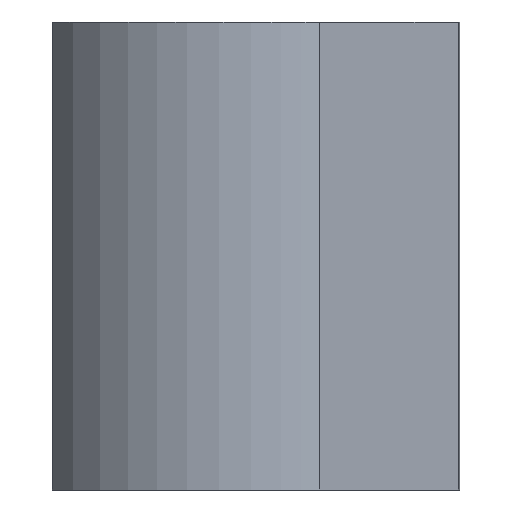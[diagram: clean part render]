
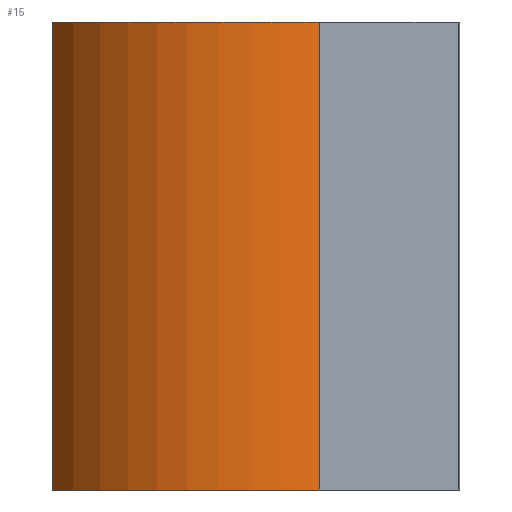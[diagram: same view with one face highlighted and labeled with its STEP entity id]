
A CAD part, front view. The second image highlights one B-rep face of the part: STEP entity #15.
In plain terms, the highlighted free-form (B-spline) face has degree [2, 1] with [5, 2] control points.
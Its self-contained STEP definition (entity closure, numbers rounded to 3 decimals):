
#15=ADVANCED_FACE('',(#23),#125,.T.);
#23=FACE_OUTER_BOUND('',#31,.T.);
#31=EDGE_LOOP('',(#39,#40,#41,#42));
#39=ORIENTED_EDGE('',*,*,#75,.T.);
#40=ORIENTED_EDGE('',*,*,#76,.T.);
#41=ORIENTED_EDGE('',*,*,#77,.F.);
#42=ORIENTED_EDGE('',*,*,#78,.F.);
#75=EDGE_CURVE('',#111,#112,#93,.T.);
#76=EDGE_CURVE('',#112,#113,#94,.T.);
#77=EDGE_CURVE('',#114,#113,#95,.T.);
#78=EDGE_CURVE('',#111,#114,#96,.T.);
#93=(
BOUNDED_CURVE()
B_SPLINE_CURVE(2,(#235,#236,#237,#238,#239),.UNSPECIFIED.,.F.,.F.)
B_SPLINE_CURVE_WITH_KNOTS((3,2,3),(126.768,127.025,135.249),
 .UNSPECIFIED.)
CURVE()
GEOMETRIC_REPRESENTATION_ITEM()
RATIONAL_B_SPLINE_CURVE((1.,1.,1.,0.774,1.))
REPRESENTATION_ITEM('')
);
#94=(
BOUNDED_CURVE()
B_SPLINE_CURVE(1,(#240,#241),.UNSPECIFIED.,.F.,.F.)
B_SPLINE_CURVE_WITH_KNOTS((2,2),(0.,15.),.UNSPECIFIED.)
CURVE()
GEOMETRIC_REPRESENTATION_ITEM()
RATIONAL_B_SPLINE_CURVE((1.,1.))
REPRESENTATION_ITEM('')
);
#95=(
BOUNDED_CURVE()
B_SPLINE_CURVE(2,(#242,#243,#244,#245,#246),.UNSPECIFIED.,.F.,.F.)
B_SPLINE_CURVE_WITH_KNOTS((3,2,3),(126.768,127.025,135.249),
 .UNSPECIFIED.)
CURVE()
GEOMETRIC_REPRESENTATION_ITEM()
RATIONAL_B_SPLINE_CURVE((1.,1.,1.,0.774,1.))
REPRESENTATION_ITEM('')
);
#96=(
BOUNDED_CURVE()
B_SPLINE_CURVE(1,(#247,#248),.UNSPECIFIED.,.F.,.F.)
B_SPLINE_CURVE_WITH_KNOTS((2,2),(0.,15.),.UNSPECIFIED.)
CURVE()
GEOMETRIC_REPRESENTATION_ITEM()
RATIONAL_B_SPLINE_CURVE((1.,1.))
REPRESENTATION_ITEM('')
);
#111=VERTEX_POINT('',#223);
#112=VERTEX_POINT('',#224);
#113=VERTEX_POINT('',#225);
#114=VERTEX_POINT('',#226);
#125=(
BOUNDED_SURFACE()
B_SPLINE_SURFACE(2,1,((#161,#162),(#163,#164),(#165,#166),(#167,#168),(#169,
#170)),.UNSPECIFIED.,.F.,.F.,.F.)
B_SPLINE_SURFACE_WITH_KNOTS((3,2,3),(2,2),(126.768,127.025,
135.249),(0.,15.),.UNSPECIFIED.)
GEOMETRIC_REPRESENTATION_ITEM()
RATIONAL_B_SPLINE_SURFACE(((1.,1.),(1.,1.),
(1.,1.),(0.774,0.774),(1.,1.)))
REPRESENTATION_ITEM('')
SURFACE()
);
#161=CARTESIAN_POINT('',(-0.155,0.257,0.));
#162=CARTESIAN_POINT('',(-0.155,0.257,15.));
#163=CARTESIAN_POINT('',(-0.08,0.127,0.));
#164=CARTESIAN_POINT('',(-0.08,0.127,15.));
#165=CARTESIAN_POINT('',(0.,0.,0.));
#166=CARTESIAN_POINT('',(0.,0.,15.));
#167=CARTESIAN_POINT('',(3.064,-4.833,0.));
#168=CARTESIAN_POINT('',(3.064,-4.833,15.));
#169=CARTESIAN_POINT('',(8.409,-2.791,0.));
#170=CARTESIAN_POINT('',(8.409,-2.791,15.));
#223=CARTESIAN_POINT('',(-0.155,0.257,0.));
#224=CARTESIAN_POINT('',(8.409,-2.791,0.));
#225=CARTESIAN_POINT('',(8.409,-2.791,15.));
#226=CARTESIAN_POINT('',(-0.155,0.257,15.));
#235=CARTESIAN_POINT('',(-0.155,0.257,0.));
#236=CARTESIAN_POINT('',(-0.08,0.127,0.));
#237=CARTESIAN_POINT('',(0.,0.,0.));
#238=CARTESIAN_POINT('',(3.064,-4.833,0.));
#239=CARTESIAN_POINT('',(8.409,-2.791,0.));
#240=CARTESIAN_POINT('',(8.409,-2.791,0.));
#241=CARTESIAN_POINT('',(8.409,-2.791,15.));
#242=CARTESIAN_POINT('',(-0.155,0.257,15.));
#243=CARTESIAN_POINT('',(-0.08,0.127,15.));
#244=CARTESIAN_POINT('',(0.,0.,15.));
#245=CARTESIAN_POINT('',(3.064,-4.833,15.));
#246=CARTESIAN_POINT('',(8.409,-2.791,15.));
#247=CARTESIAN_POINT('',(-0.155,0.257,0.));
#248=CARTESIAN_POINT('',(-0.155,0.257,15.));
